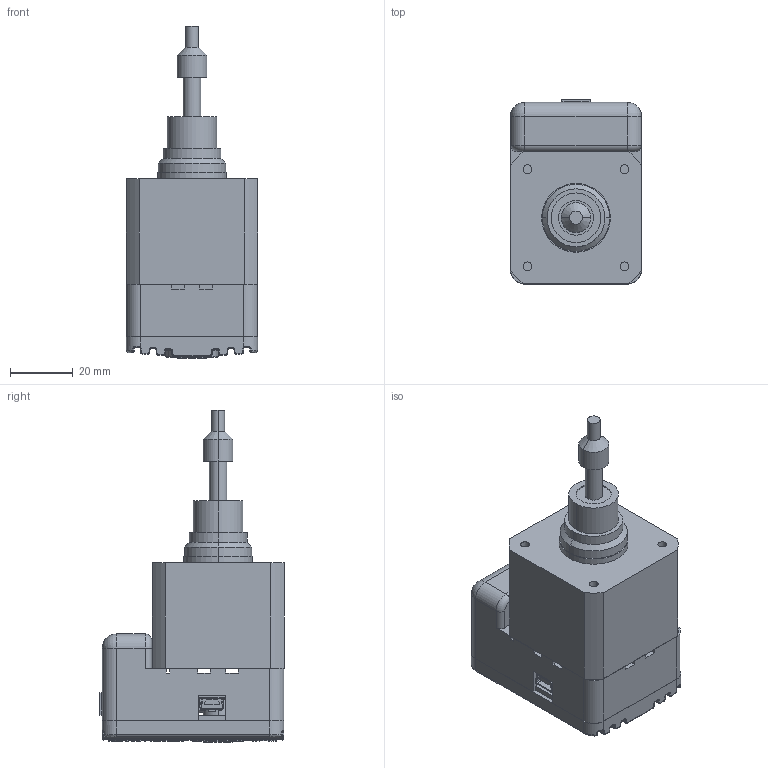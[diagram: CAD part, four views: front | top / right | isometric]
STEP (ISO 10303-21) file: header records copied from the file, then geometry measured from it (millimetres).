
FILE_DESCRIPTION (( 'STEP AP214' ), '1' );
FILE_NAME ('9083BA5A-5DC9-4BAC-8EF6-70D1DF1DC399.STEP', '2023-05-02T08:18:53', ( '' ), ( '' ), 'SwSTEP 2.0', 'SolidWorks 2022', '' );
FILE_SCHEMA (( 'AUTOMOTIVE_DESIGN' ));
Length unit declared in the file: inch
Products named in the file (1): 9083BA5A-5DC9-4BAC-8EF6-70D1DF1DC399
Bounding box: 42.2 x 58.88 x 106.2 mm (x, y, z)
Volume: 87506.1 mm3; surface area: 43717.2 mm2
Topology: 11 solids, 11 shells, 1893 faces, 4846 edges, 2959 vertices
Faces by surface type: plane 818, cylinder 610, bspline 276, torus 111, cone 62, sphere 16
Entity records: 66904 total; most frequent: CARTESIAN_POINT 21747, ORIENTED_EDGE 9532, DIRECTION 8637, EDGE_CURVE 4766, AXIS2_PLACEMENT_3D 2978, VERTEX_POINT 2957, LINE 2681, VECTOR 2681
